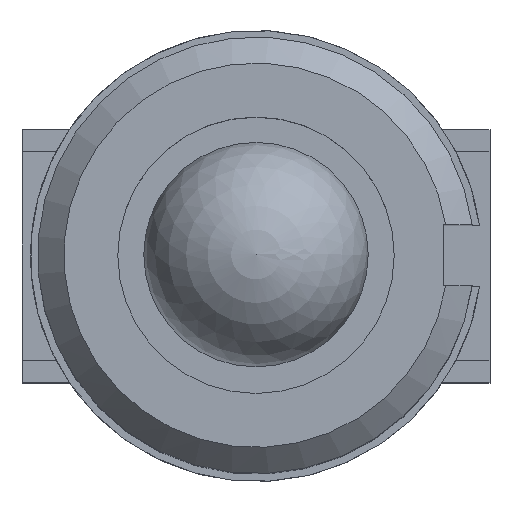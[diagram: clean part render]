
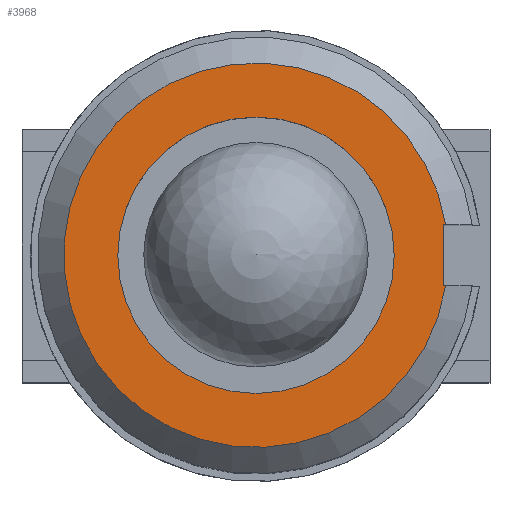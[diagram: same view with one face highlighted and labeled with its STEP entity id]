
A CAD part, top view. The second image highlights one B-rep face of the part: STEP entity #3968.
In plain terms, the highlighted planar face has unit normal (0, 0, 1).
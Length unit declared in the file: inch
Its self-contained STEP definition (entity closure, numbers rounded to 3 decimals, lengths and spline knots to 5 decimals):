
#32=FACE_BOUND('',#571,.T.);
#174=CIRCLE('',#4312,0.20531);
#175=CIRCLE('',#4314,0.14764);
#327=FACE_OUTER_BOUND('',#570,.T.);
#570=EDGE_LOOP('',(#3023,#3024,#3025,#3026));
#571=EDGE_LOOP('',(#3027));
#904=LINE('',#6242,#1351);
#905=LINE('',#6244,#1352);
#906=LINE('',#6245,#1353);
#1351=VECTOR('',#5050,0.3937);
#1352=VECTOR('',#5051,0.3937);
#1353=VECTOR('',#5052,0.3937);
#1788=VERTEX_POINT('',#6228);
#1791=VERTEX_POINT('',#6235);
#1792=VERTEX_POINT('',#6241);
#1793=VERTEX_POINT('',#6243);
#1794=VERTEX_POINT('',#6246);
#2232=EDGE_CURVE('',#1791,#1788,#174,.T.);
#2233=EDGE_CURVE('',#1792,#1791,#904,.T.);
#2234=EDGE_CURVE('',#1793,#1792,#905,.T.);
#2235=EDGE_CURVE('',#1788,#1793,#906,.T.);
#2236=EDGE_CURVE('',#1794,#1794,#175,.T.);
#3023=ORIENTED_EDGE('',*,*,#2232,.F.);
#3024=ORIENTED_EDGE('',*,*,#2233,.F.);
#3025=ORIENTED_EDGE('',*,*,#2234,.F.);
#3026=ORIENTED_EDGE('',*,*,#2235,.F.);
#3027=ORIENTED_EDGE('',*,*,#2236,.T.);
#3755=PLANE('',#4313);
#3968=ADVANCED_FACE('',(#327,#32),#3755,.T.);
#4312=AXIS2_PLACEMENT_3D('',#6239,#5046,#5047);
#4313=AXIS2_PLACEMENT_3D('',#6240,#5048,#5049);
#4314=AXIS2_PLACEMENT_3D('',#6247,#5053,#5054);
#5046=DIRECTION('center_axis',(0.,0.,
-1.));
#5047=DIRECTION('ref_axis',(-0.99,-0.139,0.));
#5048=DIRECTION('center_axis',(0.,0.,
1.));
#5049=DIRECTION('ref_axis',(-1.,0.,0.));
#5050=DIRECTION('',(1.,0.,0.));
#5051=DIRECTION('',(0.,-1.,0.));
#5052=DIRECTION('',(-1.,0.,0.));
#5053=DIRECTION('center_axis',(0.,0.,
-1.));
#5054=DIRECTION('ref_axis',(1.,0.,0.));
#6228=CARTESIAN_POINT('',(0.20273,0.03248,0.81811));
#6235=CARTESIAN_POINT('',(0.20273,-0.03248,0.81811));
#6239=CARTESIAN_POINT('Origin',(0.,0.,
0.81811));
#6240=CARTESIAN_POINT('Origin',(0.02778,0.,
0.81811));
#6241=CARTESIAN_POINT('',(0.19989,-0.03248,0.81811));
#6242=CARTESIAN_POINT('',(0.231,-0.03248,0.81811));
#6243=CARTESIAN_POINT('',(0.19989,0.03248,0.81811));
#6244=CARTESIAN_POINT('',(0.19989,-0.03248,0.81811));
#6245=CARTESIAN_POINT('',(0.19989,0.03248,0.81811));
#6246=CARTESIAN_POINT('',(-0.14764,0.,0.81811));
#6247=CARTESIAN_POINT('Origin',(0.,0.,
0.81811));
